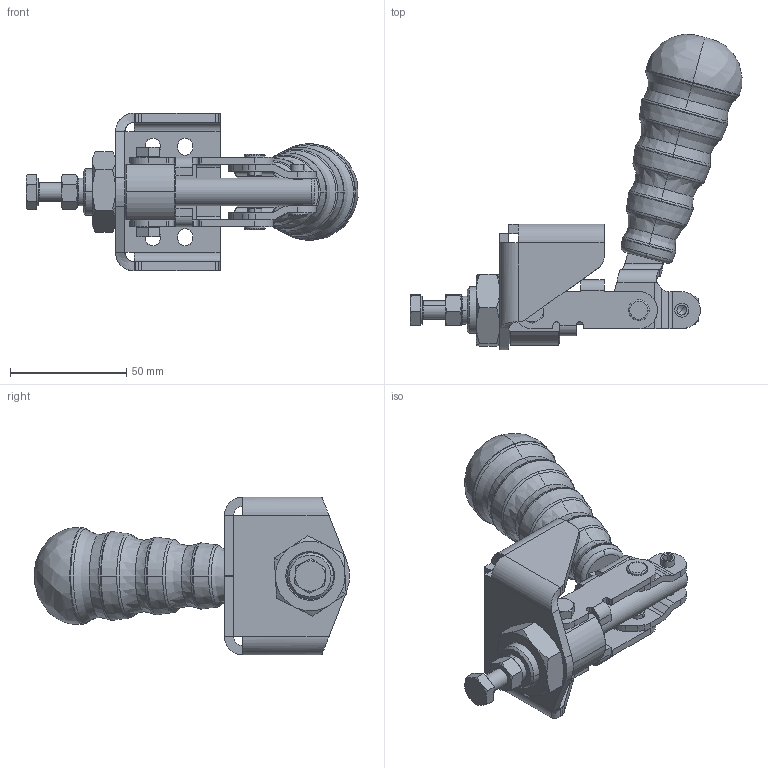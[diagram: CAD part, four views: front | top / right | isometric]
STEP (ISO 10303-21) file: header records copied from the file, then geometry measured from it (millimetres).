
FILE_DESCRIPTION((''),'2;1');
FILE_NAME('351-opened.stp','2005-09-28T08:43:06',('Kysilko'),(''),'Autodesk Inventor 8','Autodesk Inventor 8','');
FILE_SCHEMA(('AUTOMOTIVE_DESIGN { 1 0 10303 214 1 1 1 1 }'));
Length unit declared in the file: millimetre
Products named in the file (1): Part14
Bounding box: 143.04 x 135.76 x 68 mm (x, y, z)
Volume: 150841.7 mm3; surface area: 48489.8 mm2
Topology: 1 solids, 8 shells, 519 faces, 1307 edges, 807 vertices
Faces by surface type: plane 162, cylinder 128, bspline 101, cone 96, torus 32
Entity records: 18417 total; most frequent: CARTESIAN_POINT 6277, ORIENTED_EDGE 2594, DIRECTION 2533, EDGE_CURVE 1297, AXIS2_PLACEMENT_3D 962, VERTEX_POINT 807, VECTOR 609, LINE 609
